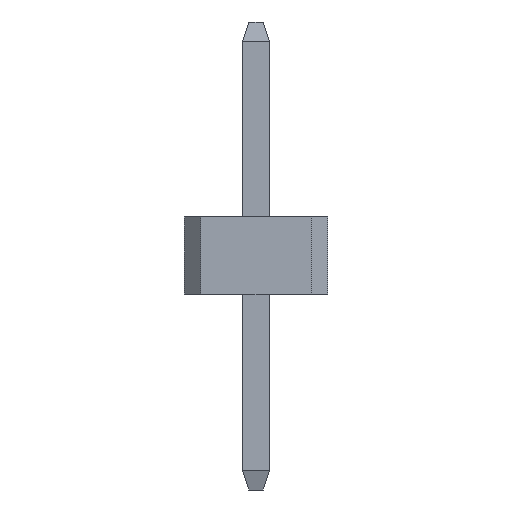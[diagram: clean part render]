
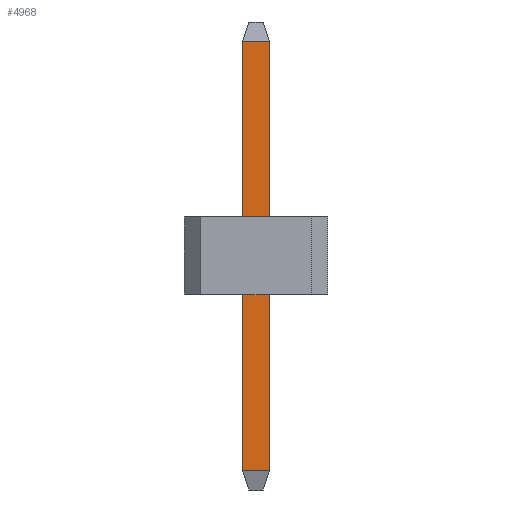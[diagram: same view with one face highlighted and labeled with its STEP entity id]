
A CAD part, front view. The second image highlights one B-rep face of the part: STEP entity #4968.
In plain terms, the highlighted face is planar.
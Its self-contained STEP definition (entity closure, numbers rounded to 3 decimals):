
#4615 = PLANE('',#4616);
#4616 = AXIS2_PLACEMENT_3D('',#4617,#4618,#4619);
#4617 = CARTESIAN_POINT('',(7.41,0.21,-3.));
#4618 = DIRECTION('',(0.,1.,0.));
#4619 = DIRECTION('',(1.,0.,0.));
#4640 = VERTEX_POINT('',#4641);
#4641 = CARTESIAN_POINT('',(7.83,0.21,3.9));
#4667 = EDGE_CURVE('',#4668,#4640,#4670,.T.);
#4668 = VERTEX_POINT('',#4669);
#4669 = CARTESIAN_POINT('',(7.83,0.21,-2.7));
#4670 = SURFACE_CURVE('',#4671,(#4675,#4682),.PCURVE_S1.);
#4671 = LINE('',#4672,#4673);
#4672 = CARTESIAN_POINT('',(7.83,0.21,-3.));
#4673 = VECTOR('',#4674,1.);
#4674 = DIRECTION('',(0.,0.,1.));
#4675 = PCURVE('',#4615,#4676);
#4676 = DEFINITIONAL_REPRESENTATION('',(#4677),#4681);
#4677 = LINE('',#4678,#4679);
#4678 = CARTESIAN_POINT('',(0.42,0.));
#4679 = VECTOR('',#4680,1.);
#4680 = DIRECTION('',(0.,-1.));
#4681 = ( GEOMETRIC_REPRESENTATION_CONTEXT(2) 
PARAMETRIC_REPRESENTATION_CONTEXT() REPRESENTATION_CONTEXT('2D SPACE',''
  ) );
#4682 = PCURVE('',#4683,#4688);
#4683 = PLANE('',#4684);
#4684 = AXIS2_PLACEMENT_3D('',#4685,#4686,#4687);
#4685 = CARTESIAN_POINT('',(7.83,0.21,-3.));
#4686 = DIRECTION('',(1.,0.,0.));
#4687 = DIRECTION('',(0.,-1.,0.));
#4688 = DEFINITIONAL_REPRESENTATION('',(#4689),#4693);
#4689 = LINE('',#4690,#4691);
#4690 = CARTESIAN_POINT('',(0.,0.));
#4691 = VECTOR('',#4692,1.);
#4692 = DIRECTION('',(0.,-1.));
#4693 = ( GEOMETRIC_REPRESENTATION_CONTEXT(2) 
PARAMETRIC_REPRESENTATION_CONTEXT() REPRESENTATION_CONTEXT('2D SPACE',''
  ) );
#4742 = PLANE('',#4743);
#4743 = AXIS2_PLACEMENT_3D('',#4744,#4745,#4746);
#4744 = CARTESIAN_POINT('',(7.83,-0.21,-3.));
#4745 = DIRECTION('',(0.,-1.,0.));
#4746 = DIRECTION('',(-1.,0.,0.));
#4850 = PLANE('',#4851);
#4851 = AXIS2_PLACEMENT_3D('',#4852,#4853,#4854);
#4852 = CARTESIAN_POINT('',(7.78,0.21,-2.85));
#4853 = DIRECTION('',(-0.949,0.,0.316
    ));
#4854 = DIRECTION('',(0.,1.,0.));
#4931 = PLANE('',#4932);
#4932 = AXIS2_PLACEMENT_3D('',#4933,#4934,#4935);
#4933 = CARTESIAN_POINT('',(7.78,0.21,4.05));
#4934 = DIRECTION('',(0.949,0.,0.316
    ));
#4935 = DIRECTION('',(0.,1.,0.));
#4968 = ADVANCED_FACE('',(#4969),#4683,.T.);
#4969 = FACE_BOUND('',#4970,.T.);
#4970 = EDGE_LOOP('',(#4971,#4972,#4995,#5018));
#4971 = ORIENTED_EDGE('',*,*,#4667,.T.);
#4972 = ORIENTED_EDGE('',*,*,#4973,.T.);
#4973 = EDGE_CURVE('',#4640,#4974,#4976,.T.);
#4974 = VERTEX_POINT('',#4975);
#4975 = CARTESIAN_POINT('',(7.83,-0.21,3.9));
#4976 = SURFACE_CURVE('',#4977,(#4981,#4988),.PCURVE_S1.);
#4977 = LINE('',#4978,#4979);
#4978 = CARTESIAN_POINT('',(7.83,0.21,3.9));
#4979 = VECTOR('',#4980,1.);
#4980 = DIRECTION('',(0.,-1.,0.));
#4981 = PCURVE('',#4683,#4982);
#4982 = DEFINITIONAL_REPRESENTATION('',(#4983),#4987);
#4983 = LINE('',#4984,#4985);
#4984 = CARTESIAN_POINT('',(0.,-6.9));
#4985 = VECTOR('',#4986,1.);
#4986 = DIRECTION('',(1.,0.));
#4987 = ( GEOMETRIC_REPRESENTATION_CONTEXT(2) 
PARAMETRIC_REPRESENTATION_CONTEXT() REPRESENTATION_CONTEXT('2D SPACE',''
  ) );
#4988 = PCURVE('',#4931,#4989);
#4989 = DEFINITIONAL_REPRESENTATION('',(#4990),#4994);
#4990 = LINE('',#4991,#4992);
#4991 = CARTESIAN_POINT('',(0.,-0.158));
#4992 = VECTOR('',#4993,1.);
#4993 = DIRECTION('',(-1.,0.));
#4994 = ( GEOMETRIC_REPRESENTATION_CONTEXT(2) 
PARAMETRIC_REPRESENTATION_CONTEXT() REPRESENTATION_CONTEXT('2D SPACE',''
  ) );
#4995 = ORIENTED_EDGE('',*,*,#4996,.F.);
#4996 = EDGE_CURVE('',#4997,#4974,#4999,.T.);
#4997 = VERTEX_POINT('',#4998);
#4998 = CARTESIAN_POINT('',(7.83,-0.21,-2.7));
#4999 = SURFACE_CURVE('',#5000,(#5004,#5011),.PCURVE_S1.);
#5000 = LINE('',#5001,#5002);
#5001 = CARTESIAN_POINT('',(7.83,-0.21,-3.));
#5002 = VECTOR('',#5003,1.);
#5003 = DIRECTION('',(0.,0.,1.));
#5004 = PCURVE('',#4683,#5005);
#5005 = DEFINITIONAL_REPRESENTATION('',(#5006),#5010);
#5006 = LINE('',#5007,#5008);
#5007 = CARTESIAN_POINT('',(0.42,0.));
#5008 = VECTOR('',#5009,1.);
#5009 = DIRECTION('',(0.,-1.));
#5010 = ( GEOMETRIC_REPRESENTATION_CONTEXT(2) 
PARAMETRIC_REPRESENTATION_CONTEXT() REPRESENTATION_CONTEXT('2D SPACE',''
  ) );
#5011 = PCURVE('',#4742,#5012);
#5012 = DEFINITIONAL_REPRESENTATION('',(#5013),#5017);
#5013 = LINE('',#5014,#5015);
#5014 = CARTESIAN_POINT('',(0.,0.));
#5015 = VECTOR('',#5016,1.);
#5016 = DIRECTION('',(0.,-1.));
#5017 = ( GEOMETRIC_REPRESENTATION_CONTEXT(2) 
PARAMETRIC_REPRESENTATION_CONTEXT() REPRESENTATION_CONTEXT('2D SPACE',''
  ) );
#5018 = ORIENTED_EDGE('',*,*,#5019,.F.);
#5019 = EDGE_CURVE('',#4668,#4997,#5020,.T.);
#5020 = SURFACE_CURVE('',#5021,(#5025,#5032),.PCURVE_S1.);
#5021 = LINE('',#5022,#5023);
#5022 = CARTESIAN_POINT('',(7.83,0.21,-2.7));
#5023 = VECTOR('',#5024,1.);
#5024 = DIRECTION('',(0.,-1.,0.));
#5025 = PCURVE('',#4683,#5026);
#5026 = DEFINITIONAL_REPRESENTATION('',(#5027),#5031);
#5027 = LINE('',#5028,#5029);
#5028 = CARTESIAN_POINT('',(0.,-0.3));
#5029 = VECTOR('',#5030,1.);
#5030 = DIRECTION('',(1.,0.));
#5031 = ( GEOMETRIC_REPRESENTATION_CONTEXT(2) 
PARAMETRIC_REPRESENTATION_CONTEXT() REPRESENTATION_CONTEXT('2D SPACE',''
  ) );
#5032 = PCURVE('',#4850,#5033);
#5033 = DEFINITIONAL_REPRESENTATION('',(#5034),#5038);
#5034 = LINE('',#5035,#5036);
#5035 = CARTESIAN_POINT('',(0.,-0.158));
#5036 = VECTOR('',#5037,1.);
#5037 = DIRECTION('',(-1.,0.));
#5038 = ( GEOMETRIC_REPRESENTATION_CONTEXT(2) 
PARAMETRIC_REPRESENTATION_CONTEXT() REPRESENTATION_CONTEXT('2D SPACE',''
  ) );
